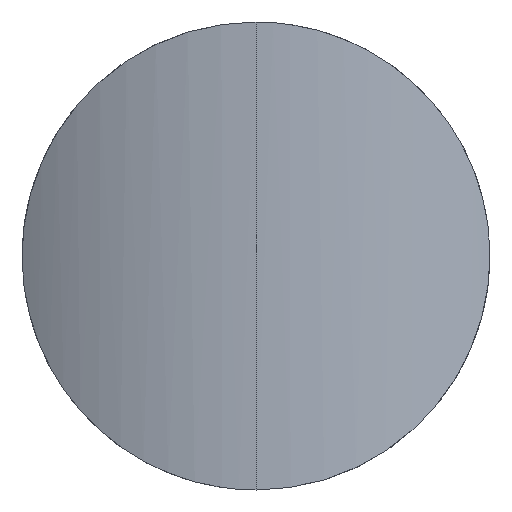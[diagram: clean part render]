
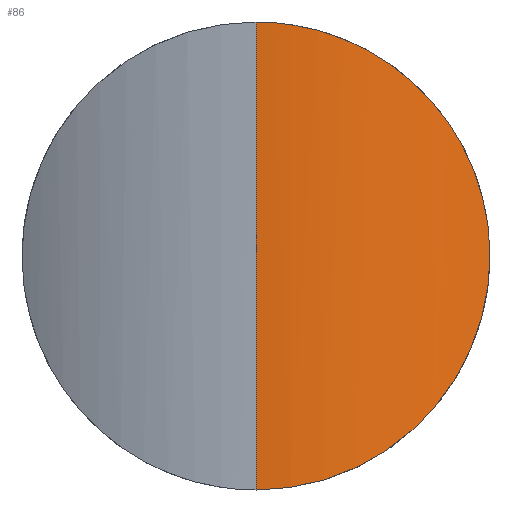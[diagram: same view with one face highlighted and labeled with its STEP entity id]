
A CAD part, left-side view. The second image highlights one B-rep face of the part: STEP entity #86.
In plain terms, the highlighted cylindrical face has radius 21.74 mm (diameter 43.48 mm), a partial arc.
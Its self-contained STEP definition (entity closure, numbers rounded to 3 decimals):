
#2 = B_SPLINE_CURVE_WITH_KNOTS ( 'NONE', 3,
 ( #18, #132, #47, #161, #20, #249, #364, #106, #76, #194, #311, #54, #118, #174, #166, #200, #288, #89, #198, #32, #30, #295, #234, #56, #113, #289, #145, #26, #171, #368, #317, #262, #345, #82, #297, #315, #139, #291, #3, #28, #204, #142, #116, #320, #255, #111, #60, #257, #53, #259 ),
 .UNSPECIFIED., .F., .F.,
 ( 4, 2, 2, 2, 2, 2, 2, 2, 2, 2, 2, 2, 2, 2, 2, 2, 2, 2, 2, 2, 2, 2, 2, 2, 4 ),
 ( 0., 0.002, 0.003, 0.005, 0.007, 0.008, 0.009, 0.01, 0.012, 0.014, 0.015, 0.016, 0.019, 0.021, 0.022, 0.023, 0.026, 0.027, 0.028, 0.029, 0.03, 0.033, 0.034, 0.035, 0.037 ),
 .UNSPECIFIED. ) ;
#3 = CARTESIAN_POINT ( 'NONE',  ( 1.422, -7.741, 20.481 ) ) ;
#18 = CARTESIAN_POINT ( 'NONE',  ( 0., 0., 0. ) ) ;
#20 = CARTESIAN_POINT ( 'NONE',  ( 0.216, -3.077, 0.405 ) ) ;
#26 = CARTESIAN_POINT ( 'NONE',  ( 3.223, -11.392, 14.397 ) ) ;
#28 = CARTESIAN_POINT ( 'NONE',  ( 1.21, -7.159, 20.962 ) ) ;
#29 = DIRECTION ( 'NONE',  ( 0., 0., -1. ) ) ;
#30 = CARTESIAN_POINT ( 'NONE',  ( 3.025, -11.063, 7.874 ) ) ;
#32 = CARTESIAN_POINT ( 'NONE',  ( 2.948, -10.932, 7.514 ) ) ;
#45 = DIRECTION ( 'NONE',  ( 0., 0., -1. ) ) ;
#46 = EDGE_CURVE ( 'NONE', #195, #252, #167, .T. ) ;
#47 = CARTESIAN_POINT ( 'NONE',  ( 0.043, -1.563, 0.079 ) ) ;
#53 = CARTESIAN_POINT ( 'NONE',  ( 0., -0.79, 23.4 ) ) ;
#54 = CARTESIAN_POINT ( 'NONE',  ( 1.423, -7.742, 2.919 ) ) ;
#56 = CARTESIAN_POINT ( 'NONE',  ( 3.365, -11.62, 10.132 ) ) ;
#60 = CARTESIAN_POINT ( 'NONE',  ( 0.166, -2.709, 23.089 ) ) ;
#61 = FACE_OUTER_BOUND ( 'NONE', #163, .T. ) ;
#76 = CARTESIAN_POINT ( 'NONE',  ( 0.809, -5.911, 1.575 ) ) ;
#82 = CARTESIAN_POINT ( 'NONE',  ( 2.184, -9.5, 18.539 ) ) ;
#86 = ADVANCED_FACE ( 'NONE', ( #61 ), #293, .T. ) ;
#89 = CARTESIAN_POINT ( 'NONE',  ( 2.501, -10.134, 5.804 ) ) ;
#106 = CARTESIAN_POINT ( 'NONE',  ( 0.63, -5.244, 1.213 ) ) ;
#111 = CARTESIAN_POINT ( 'NONE',  ( 0.217, -3.088, 22.992 ) ) ;
#113 = CARTESIAN_POINT ( 'NONE',  ( 3.417, -11.7, 10.907 ) ) ;
#116 = CARTESIAN_POINT ( 'NONE',  ( 0.63, -5.247, 22.185 ) ) ;
#118 = CARTESIAN_POINT ( 'NONE',  ( 1.531, -8.018, 3.172 ) ) ;
#132 = CARTESIAN_POINT ( 'NONE',  ( 0., -0.79, 0. ) ) ;
#135 = ORIENTED_EDGE ( 'NONE', *, *, #365, .T. ) ;
#139 = CARTESIAN_POINT ( 'NONE',  ( 1.748, -8.546, 19.699 ) ) ;
#142 = CARTESIAN_POINT ( 'NONE',  ( 0.809, -5.911, 21.825 ) ) ;
#144 = DIRECTION ( 'NONE',  ( -1., 0., 0. ) ) ;
#145 = CARTESIAN_POINT ( 'NONE',  ( 3.366, -11.621, 13.261 ) ) ;
#161 = CARTESIAN_POINT ( 'NONE',  ( 0.165, -2.701, 0.31 ) ) ;
#163 = EDGE_LOOP ( 'NONE', ( #135, #226 ) ) ;
#166 = CARTESIAN_POINT ( 'NONE',  ( 1.858, -8.798, 3.978 ) ) ;
#167 = LINE ( 'NONE', #190, #246 ) ;
#171 = CARTESIAN_POINT ( 'NONE',  ( 3.165, -11.296, 14.772 ) ) ;
#174 = CARTESIAN_POINT ( 'NONE',  ( 1.748, -8.547, 3.701 ) ) ;
#190 = CARTESIAN_POINT ( 'NONE',  ( 0., 0., 23.4 ) ) ;
#194 = CARTESIAN_POINT ( 'NONE',  ( 1.107, -6.857, 2.212 ) ) ;
#195 = VERTEX_POINT ( 'NONE', #306 ) ;
#198 = CARTESIAN_POINT ( 'NONE',  ( 2.696, -10.491, 6.465 ) ) ;
#200 = CARTESIAN_POINT ( 'NONE',  ( 2.076, -9.276, 4.559 ) ) ;
#204 = CARTESIAN_POINT ( 'NONE',  ( 1.106, -6.853, 21.19 ) ) ;
#208 = CARTESIAN_POINT ( 'NONE',  ( 21.74, 0., 23.4 ) ) ;
#222 = CARTESIAN_POINT ( 'NONE',  ( 0., 0., 0. ) ) ;
#226 = ORIENTED_EDGE ( 'NONE', *, *, #46, .T. ) ;
#234 = CARTESIAN_POINT ( 'NONE',  ( 3.222, -11.389, 8.992 ) ) ;
#246 = VECTOR ( 'NONE', #45, 1000. ) ;
#249 = CARTESIAN_POINT ( 'NONE',  ( 0.335, -3.821, 0.635 ) ) ;
#252 = VERTEX_POINT ( 'NONE', #222 ) ;
#255 = CARTESIAN_POINT ( 'NONE',  ( 0.337, -3.831, 22.762 ) ) ;
#257 = CARTESIAN_POINT ( 'NONE',  ( 0.043, -1.566, 23.321 ) ) ;
#259 = CARTESIAN_POINT ( 'NONE',  ( 0., 0., 23.4 ) ) ;
#262 = CARTESIAN_POINT ( 'NONE',  ( 2.697, -10.493, 16.931 ) ) ;
#282 = AXIS2_PLACEMENT_3D ( 'NONE', #208, #29, #144 ) ;
#288 = CARTESIAN_POINT ( 'NONE',  ( 2.185, -9.503, 4.864 ) ) ;
#289 = CARTESIAN_POINT ( 'NONE',  ( 3.417, -11.7, 12.487 ) ) ;
#291 = CARTESIAN_POINT ( 'NONE',  ( 1.531, -8.018, 20.229 ) ) ;
#293 = CYLINDRICAL_SURFACE ( 'NONE', #282, 21.74 ) ;
#295 = CARTESIAN_POINT ( 'NONE',  ( 3.162, -11.292, 8.614 ) ) ;
#297 = CARTESIAN_POINT ( 'NONE',  ( 2.076, -9.274, 18.843 ) ) ;
#306 = CARTESIAN_POINT ( 'NONE',  ( 0., 0., 23.4 ) ) ;
#311 = CARTESIAN_POINT ( 'NONE',  ( 1.211, -7.162, 2.44 ) ) ;
#315 = CARTESIAN_POINT ( 'NONE',  ( 1.858, -8.797, 19.422 ) ) ;
#317 = CARTESIAN_POINT ( 'NONE',  ( 2.95, -10.936, 15.876 ) ) ;
#320 = CARTESIAN_POINT ( 'NONE',  ( 0.405, -4.192, 22.63 ) ) ;
#345 = CARTESIAN_POINT ( 'NONE',  ( 2.501, -10.134, 17.596 ) ) ;
#364 = CARTESIAN_POINT ( 'NONE',  ( 0.404, -4.185, 0.767 ) ) ;
#365 = EDGE_CURVE ( 'NONE', #252, #195, #2, .T. ) ;
#368 = CARTESIAN_POINT ( 'NONE',  ( 3.028, -11.068, 15.513 ) ) ;
